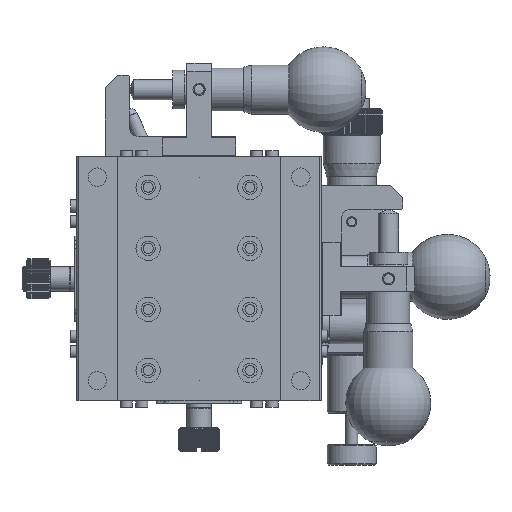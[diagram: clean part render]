
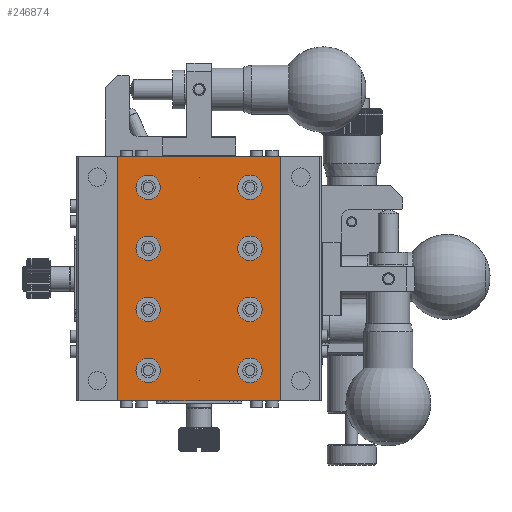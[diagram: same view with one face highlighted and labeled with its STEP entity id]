
A CAD part, left-side view. The second image highlights one B-rep face of the part: STEP entity #246874.
In plain terms, the highlighted planar face has unit normal (-1, 0, 0).
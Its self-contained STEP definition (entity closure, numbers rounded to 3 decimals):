
#324 = VECTOR ( 'NONE', #194901, 1000. ) ;
#1290 = CARTESIAN_POINT ( 'NONE',  ( 0.5, 42.5, -22.5 ) ) ;
#10732 = FACE_BOUND ( 'NONE', #32073, .T. ) ;
#12017 = DIRECTION ( 'NONE',  ( 0., 0., -1. ) ) ;
#12251 = PLANE ( 'NONE',  #278886 ) ;
#12443 = EDGE_CURVE ( 'NONE', #34240, #19656, #35445, .T. ) ;
#14402 = ORIENTED_EDGE ( 'NONE', *, *, #12443, .F. ) ;
#16774 = FACE_BOUND ( 'NONE', #110420, .T. ) ;
#19452 = EDGE_LOOP ( 'NONE', ( #227069 ) ) ;
#19656 = VERTEX_POINT ( 'NONE', #148920 ) ;
#20976 = CARTESIAN_POINT ( 'NONE',  ( 0.5, 45.5, -22.5 ) ) ;
#26157 = CIRCLE ( 'NONE', #128608, 3. ) ;
#31891 = DIRECTION ( 'NONE',  ( -1., 0., 0. ) ) ;
#32073 = EDGE_LOOP ( 'NONE', ( #142962 ) ) ;
#34146 = EDGE_CURVE ( 'NONE', #277948, #277948, #26157, .T. ) ;
#34240 = VERTEX_POINT ( 'NONE', #215152 ) ;
#35445 = LINE ( 'NONE', #179038, #44556 ) ;
#36006 = CIRCLE ( 'NONE', #206814, 3. ) ;
#37143 = CARTESIAN_POINT ( 'NONE',  ( 0.5, 20.5, -22.5 ) ) ;
#39089 = AXIS2_PLACEMENT_3D ( 'NONE', #250345, #300659, #138755 ) ;
#39382 = VERTEX_POINT ( 'NONE', #20976 ) ;
#39921 = AXIS2_PLACEMENT_3D ( 'NONE', #93709, #280108, #235839 ) ;
#41836 = ORIENTED_EDGE ( 'NONE', *, *, #125529, .F. ) ;
#44556 = VECTOR ( 'NONE', #87303, 1000. ) ;
#56968 = DIRECTION ( 'NONE',  ( -1., 0., 0. ) ) ;
#57648 = EDGE_LOOP ( 'NONE', ( #269870, #283990, #128472, #14402 ) ) ;
#58464 = CARTESIAN_POINT ( 'NONE',  ( 0.5, 17.5, -22.5 ) ) ;
#61549 = CARTESIAN_POINT ( 'NONE',  ( 0.5, 20.5, -7.5 ) ) ;
#63063 = EDGE_CURVE ( 'NONE', #172450, #172450, #36006, .T. ) ;
#64450 = DIRECTION ( 'NONE',  ( -1., 0., 0. ) ) ;
#67598 = VERTEX_POINT ( 'NONE', #61549 ) ;
#70212 = EDGE_CURVE ( 'NONE', #222556, #133009, #126719, .T. ) ;
#74739 = EDGE_CURVE ( 'NONE', #19656, #222556, #75189, .T. ) ;
#75189 = LINE ( 'NONE', #76673, #160766 ) ;
#76278 = DIRECTION ( 'NONE',  ( 0., 1., 0. ) ) ;
#76673 = CARTESIAN_POINT ( 'NONE',  ( 0.5, 10., -60. ) ) ;
#78281 = EDGE_CURVE ( 'NONE', #39382, #39382, #184139, .T. ) ;
#82079 = CIRCLE ( 'NONE', #252836, 3. ) ;
#87303 = DIRECTION ( 'NONE',  ( 0., -1., 0. ) ) ;
#93709 = CARTESIAN_POINT ( 'NONE',  ( 0.5, 17.5, -37.5 ) ) ;
#94454 = DIRECTION ( 'NONE',  ( 0., 1., 0. ) ) ;
#101666 = LINE ( 'NONE', #245244, #324 ) ;
#109970 = DIRECTION ( 'NONE',  ( 1., 0., 0. ) ) ;
#110420 = EDGE_LOOP ( 'NONE', ( #41836 ) ) ;
#110778 = CARTESIAN_POINT ( 'NONE',  ( 0.5, 45.5, -52.5 ) ) ;
#111773 = DIRECTION ( 'NONE',  ( 0., 1., 0. ) ) ;
#123568 = CARTESIAN_POINT ( 'NONE',  ( 0.5, 42.5, -7.5 ) ) ;
#125315 = EDGE_CURVE ( 'NONE', #133009, #34240, #101666, .T. ) ;
#125529 = EDGE_CURVE ( 'NONE', #228403, #228403, #180953, .T. ) ;
#126719 = LINE ( 'NONE', #264308, #218561 ) ;
#127741 = CIRCLE ( 'NONE', #39921, 3. ) ;
#128043 = VERTEX_POINT ( 'NONE', #196889 ) ;
#128472 = ORIENTED_EDGE ( 'NONE', *, *, #74739, .F. ) ;
#128608 = AXIS2_PLACEMENT_3D ( 'NONE', #238116, #64450, #111773 ) ;
#133009 = VERTEX_POINT ( 'NONE', #220508 ) ;
#138755 = DIRECTION ( 'NONE',  ( 0., 1., 0. ) ) ;
#142678 = AXIS2_PLACEMENT_3D ( 'NONE', #123568, #31891, #76278 ) ;
#142962 = ORIENTED_EDGE ( 'NONE', *, *, #175428, .F. ) ;
#143364 = DIRECTION ( 'NONE',  ( -1., 0., 0. ) ) ;
#143721 = DIRECTION ( 'NONE',  ( 0., 1., 0. ) ) ;
#144353 = DIRECTION ( 'NONE',  ( 0., 1., 0. ) ) ;
#145715 = FACE_OUTER_BOUND ( 'NONE', #57648, .T. ) ;
#148920 = CARTESIAN_POINT ( 'NONE',  ( 0.5, 10., 0. ) ) ;
#155186 = VERTEX_POINT ( 'NONE', #248364 ) ;
#160379 = CARTESIAN_POINT ( 'NONE',  ( 0.5, 45.5, -37.5 ) ) ;
#160766 = VECTOR ( 'NONE', #12017, 1000. ) ;
#162046 = EDGE_LOOP ( 'NONE', ( #281843 ) ) ;
#162682 = EDGE_LOOP ( 'NONE', ( #232697 ) ) ;
#167168 = DIRECTION ( 'NONE',  ( -1., 0., 0. ) ) ;
#171901 = EDGE_CURVE ( 'NONE', #67598, #67598, #233650, .T. ) ;
#172450 = VERTEX_POINT ( 'NONE', #198376 ) ;
#175428 = EDGE_CURVE ( 'NONE', #180719, #180719, #82079, .T. ) ;
#177268 = FACE_BOUND ( 'NONE', #162046, .T. ) ;
#179038 = CARTESIAN_POINT ( 'NONE',  ( 0.5, 10., 0. ) ) ;
#180719 = VERTEX_POINT ( 'NONE', #37143 ) ;
#180953 = CIRCLE ( 'NONE', #292974, 3. ) ;
#181572 = EDGE_LOOP ( 'NONE', ( #262993 ) ) ;
#184139 = CIRCLE ( 'NONE', #218174, 3. ) ;
#187018 = CARTESIAN_POINT ( 'NONE',  ( 0.5, 42.5, -52.5 ) ) ;
#191506 = EDGE_CURVE ( 'NONE', #128043, #128043, #127741, .T. ) ;
#191678 = CARTESIAN_POINT ( 'NONE',  ( 0.5, 17.5, -52.5 ) ) ;
#193821 = EDGE_LOOP ( 'NONE', ( #216572 ) ) ;
#194901 = DIRECTION ( 'NONE',  ( 0., 0., 1. ) ) ;
#196889 = CARTESIAN_POINT ( 'NONE',  ( 0.5, 20.5, -37.5 ) ) ;
#197169 = FACE_BOUND ( 'NONE', #181572, .T. ) ;
#198376 = CARTESIAN_POINT ( 'NONE',  ( 0.5, 20.5, -52.5 ) ) ;
#200186 = DIRECTION ( 'NONE',  ( 0., -1., 0. ) ) ;
#206814 = AXIS2_PLACEMENT_3D ( 'NONE', #191678, #260448, #144353 ) ;
#215152 = CARTESIAN_POINT ( 'NONE',  ( 0.5, 50., 0. ) ) ;
#216572 = ORIENTED_EDGE ( 'NONE', *, *, #171901, .F. ) ;
#218174 = AXIS2_PLACEMENT_3D ( 'NONE', #1290, #143364, #94454 ) ;
#218561 = VECTOR ( 'NONE', #143721, 1000. ) ;
#220508 = CARTESIAN_POINT ( 'NONE',  ( 0.5, 50., -60. ) ) ;
#222556 = VERTEX_POINT ( 'NONE', #295043 ) ;
#227069 = ORIENTED_EDGE ( 'NONE', *, *, #63063, .F. ) ;
#228403 = VERTEX_POINT ( 'NONE', #110778 ) ;
#232697 = ORIENTED_EDGE ( 'NONE', *, *, #78281, .F. ) ;
#233650 = CIRCLE ( 'NONE', #39089, 3. ) ;
#235362 = CIRCLE ( 'NONE', #142678, 3. ) ;
#235839 = DIRECTION ( 'NONE',  ( 0., 1., 0. ) ) ;
#235898 = DIRECTION ( 'NONE',  ( 0., 1., 0. ) ) ;
#237852 = ORIENTED_EDGE ( 'NONE', *, *, #244904, .F. ) ;
#238116 = CARTESIAN_POINT ( 'NONE',  ( 0.5, 42.5, -37.5 ) ) ;
#238912 = FACE_BOUND ( 'NONE', #193821, .T. ) ;
#244904 = EDGE_CURVE ( 'NONE', #155186, #155186, #235362, .T. ) ;
#245244 = CARTESIAN_POINT ( 'NONE',  ( 0.5, 50., -60. ) ) ;
#246874 = ADVANCED_FACE ( 'NONE', ( #145715, #238912, #10732, #177268, #247521, #16774, #197169, #290282, #261810 ), #12251, .F. ) ;
#247521 = FACE_BOUND ( 'NONE', #19452, .T. ) ;
#248364 = CARTESIAN_POINT ( 'NONE',  ( 0.5, 45.5, -7.5 ) ) ;
#250345 = CARTESIAN_POINT ( 'NONE',  ( 0.5, 17.5, -7.5 ) ) ;
#252836 = AXIS2_PLACEMENT_3D ( 'NONE', #58464, #56968, #270793 ) ;
#260448 = DIRECTION ( 'NONE',  ( -1., 0., 0. ) ) ;
#261810 = FACE_BOUND ( 'NONE', #282799, .T. ) ;
#262993 = ORIENTED_EDGE ( 'NONE', *, *, #34146, .F. ) ;
#264308 = CARTESIAN_POINT ( 'NONE',  ( 0.5, 10., -60. ) ) ;
#269870 = ORIENTED_EDGE ( 'NONE', *, *, #125315, .F. ) ;
#270385 = CARTESIAN_POINT ( 'NONE',  ( 0.5, 10., -60. ) ) ;
#270793 = DIRECTION ( 'NONE',  ( 0., 1., 0. ) ) ;
#277948 = VERTEX_POINT ( 'NONE', #160379 ) ;
#278886 = AXIS2_PLACEMENT_3D ( 'NONE', #270385, #109970, #200186 ) ;
#280108 = DIRECTION ( 'NONE',  ( -1., 0., 0. ) ) ;
#281843 = ORIENTED_EDGE ( 'NONE', *, *, #191506, .F. ) ;
#282799 = EDGE_LOOP ( 'NONE', ( #237852 ) ) ;
#283990 = ORIENTED_EDGE ( 'NONE', *, *, #70212, .F. ) ;
#290282 = FACE_BOUND ( 'NONE', #162682, .T. ) ;
#292974 = AXIS2_PLACEMENT_3D ( 'NONE', #187018, #167168, #235898 ) ;
#295043 = CARTESIAN_POINT ( 'NONE',  ( 0.5, 10., -60. ) ) ;
#300659 = DIRECTION ( 'NONE',  ( -1., 0., 0. ) ) ;
